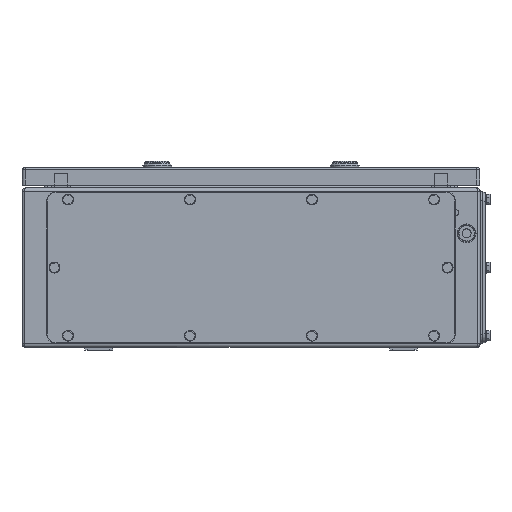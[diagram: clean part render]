
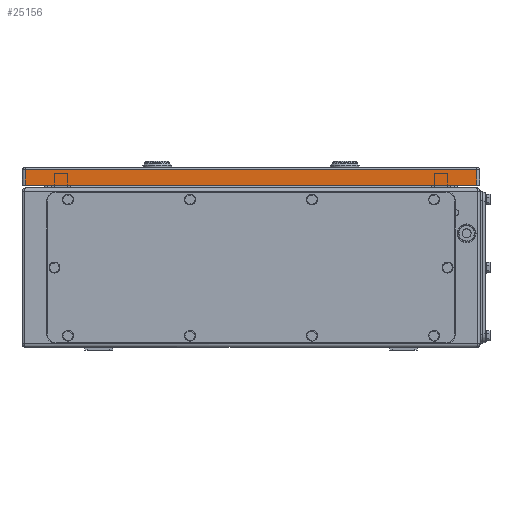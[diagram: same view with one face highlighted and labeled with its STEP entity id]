
A CAD part, left-side view. The second image highlights one B-rep face of the part: STEP entity #25156.
In plain terms, the highlighted planar face has unit normal (-1, 0, 0).
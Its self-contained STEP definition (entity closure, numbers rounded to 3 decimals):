
#25129=AXIS2_PLACEMENT_3D('Plane Axis2P3D',#25126,#25127,#25128) ;
#24993=CARTESIAN_POINT('Line Origine',(41.,265.,183.5)) ;
#24997=CARTESIAN_POINT('Vertex',(41.,515.5,183.5)) ;
#24999=CARTESIAN_POINT('Vertex',(41.,14.5,183.5)) ;
#25126=CARTESIAN_POINT('Axis2P3D Location',(41.,11.5,183.5)) ;
#25131=CARTESIAN_POINT('Line Origine',(41.,14.5,192.)) ;
#25135=CARTESIAN_POINT('Vertex',(41.,14.5,200.5)) ;
#25138=CARTESIAN_POINT('Line Origine',(41.,265.,200.5)) ;
#25142=CARTESIAN_POINT('Vertex',(41.,515.5,200.5)) ;
#25145=CARTESIAN_POINT('Line Origine',(41.,515.5,192.)) ;
#24994=DIRECTION('Vector Direction',(0.,-1.,0.)) ;
#25127=DIRECTION('Axis2P3D Direction',(-1.,0.,0.)) ;
#25128=DIRECTION('Axis2P3D XDirection',(0.,-1.,0.)) ;
#25132=DIRECTION('Vector Direction',(0.,0.,1.)) ;
#25139=DIRECTION('Vector Direction',(0.,1.,0.)) ;
#25146=DIRECTION('Vector Direction',(0.,0.,-1.)) ;
#24995=VECTOR('Line Direction',#24994,1.) ;
#25133=VECTOR('Line Direction',#25132,1.) ;
#25140=VECTOR('Line Direction',#25139,1.) ;
#25147=VECTOR('Line Direction',#25146,1.) ;
#25151=ORIENTED_EDGE('',*,*,#25137,.T.) ;
#25152=ORIENTED_EDGE('',*,*,#25144,.T.) ;
#25153=ORIENTED_EDGE('',*,*,#25149,.T.) ;
#25154=ORIENTED_EDGE('',*,*,#25001,.T.) ;
#25156=ADVANCED_FACE('51374_ASM_DE_KTB_QL_XXXxXXX_S3D-1/DE_QL_S3D-1-solid1',(#25155),#25130,.T.) ;
#25001=EDGE_CURVE('',#24998,#25000,#24996,.T.) ;
#25137=EDGE_CURVE('',#25000,#25136,#25134,.T.) ;
#25144=EDGE_CURVE('',#25136,#25143,#25141,.T.) ;
#25149=EDGE_CURVE('',#25143,#24998,#25148,.T.) ;
#25150=EDGE_LOOP('',(#25151,#25152,#25153,#25154)) ;
#25155=FACE_OUTER_BOUND('',#25150,.T.) ;
#24996=LINE('Line',#24993,#24995) ;
#25134=LINE('Line',#25131,#25133) ;
#25141=LINE('Line',#25138,#25140) ;
#25148=LINE('Line',#25145,#25147) ;
#25130=PLANE('',#25129) ;
#24998=VERTEX_POINT('',#24997) ;
#25000=VERTEX_POINT('',#24999) ;
#25136=VERTEX_POINT('',#25135) ;
#25143=VERTEX_POINT('',#25142) ;
